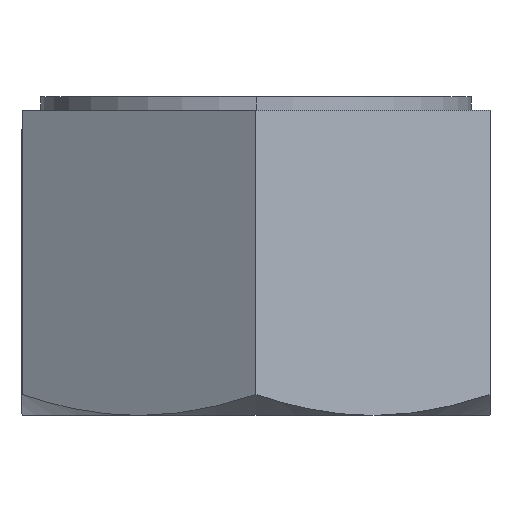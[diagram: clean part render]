
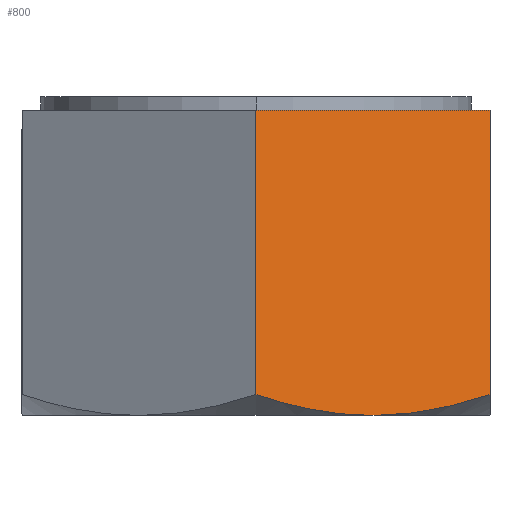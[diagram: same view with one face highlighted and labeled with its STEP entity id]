
A CAD part, left-side view. The second image highlights one B-rep face of the part: STEP entity #800.
In plain terms, the highlighted planar face has unit normal (-0.866, -0.5, 0).
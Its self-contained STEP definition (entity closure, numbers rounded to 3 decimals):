
#10 = LINE ( 'NONE', #47, #140 ) ;
#47 = CARTESIAN_POINT ( 'NONE',  ( -7.794, -13.5, -17.6 ) ) ;
#57 = ORIENTED_EDGE ( 'NONE', *, *, #1129, .T. ) ;
#140 = VECTOR ( 'NONE', #434, 1000. ) ;
#218 = VERTEX_POINT ( 'NONE', #403 ) ;
#351 = LINE ( 'NONE', #792, #474 ) ;
#403 = CARTESIAN_POINT ( 'NONE',  ( -7.794, -13.5, -16.394 ) ) ;
#434 = DIRECTION ( 'NONE',  ( 0., 0., 1. ) ) ;
#454 = VECTOR ( 'NONE', #1043, 1000. ) ;
#474 = VECTOR ( 'NONE', #1189, 1000. ) ;
#507 = ORIENTED_EDGE ( 'NONE', *, *, #1841, .F. ) ;
#526 = B_SPLINE_CURVE_WITH_KNOTS ( 'NONE', 3,
 ( #846, #1693, #554, #928, #1092, #1327, #838, #1290 ),
 .UNSPECIFIED., .F., .F.,
 ( 4, 2, 2, 4 ),
 ( 0.008, 0.01, 0.012, 0.016 ),
 .UNSPECIFIED. ) ;
#554 = CARTESIAN_POINT ( 'NONE',  ( -11.028, -7.898, -17.572 ) ) ;
#608 = VERTEX_POINT ( 'NONE', #1193 ) ;
#684 = LINE ( 'NONE', #1251, #454 ) ;
#701 = VERTEX_POINT ( 'NONE', #953 ) ;
#774 = AXIS2_PLACEMENT_3D ( 'NONE', #1023, #1927, #1454 ) ;
#792 = CARTESIAN_POINT ( 'NONE',  ( -15.588, 0., 0. ) ) ;
#800 = ADVANCED_FACE ( 'NONE', ( #937 ), #1445, .T. ) ;
#827 = ORIENTED_EDGE ( 'NONE', *, *, #1679, .T. ) ;
#838 = CARTESIAN_POINT ( 'NONE',  ( -8.43, -12.399, -16.761 ) ) ;
#846 = CARTESIAN_POINT ( 'NONE',  ( -11.691, -6.75, -17.6 ) ) ;
#876 = EDGE_LOOP ( 'NONE', ( #507, #827, #57, #1419, #1654 ) ) ;
#928 = CARTESIAN_POINT ( 'NONE',  ( -10.371, -9.037, -17.461 ) ) ;
#937 = FACE_OUTER_BOUND ( 'NONE', #876, .T. ) ;
#953 = CARTESIAN_POINT ( 'NONE',  ( -15.588, 0., 0. ) ) ;
#1023 = CARTESIAN_POINT ( 'NONE',  ( -15.588, 0., -17.6 ) ) ;
#1032 = VERTEX_POINT ( 'NONE', #1771 ) ;
#1043 = DIRECTION ( 'NONE',  ( 0., 0., 1. ) ) ;
#1092 = CARTESIAN_POINT ( 'NONE',  ( -10.045, -9.602, -17.38 ) ) ;
#1129 = EDGE_CURVE ( 'NONE', #608, #218, #526, .T. ) ;
#1154 = VERTEX_POINT ( 'NONE', #1978 ) ;
#1189 = DIRECTION ( 'NONE',  ( 0.5, -0.866, 0. ) ) ;
#1193 = CARTESIAN_POINT ( 'NONE',  ( -11.691, -6.75, -17.6 ) ) ;
#1251 = CARTESIAN_POINT ( 'NONE',  ( -15.588, 0., -17.6 ) ) ;
#1272 = CARTESIAN_POINT ( 'NONE',  ( -11.691, -6.75, -17.6 ) ) ;
#1286 = CARTESIAN_POINT ( 'NONE',  ( -12.355, -5.6, -17.6 ) ) ;
#1290 = CARTESIAN_POINT ( 'NONE',  ( -7.794, -13.5, -16.394 ) ) ;
#1300 = CARTESIAN_POINT ( 'NONE',  ( -13.011, -4.464, -17.485 ) ) ;
#1308 = CARTESIAN_POINT ( 'NONE',  ( -14.309, -2.216, -17.066 ) ) ;
#1327 = CARTESIAN_POINT ( 'NONE',  ( -9.071, -11.288, -17.064 ) ) ;
#1336 = CARTESIAN_POINT ( 'NONE',  ( -14.951, -1.104, -16.762 ) ) ;
#1388 = CARTESIAN_POINT ( 'NONE',  ( -15.588, 0., -16.394 ) ) ;
#1419 = ORIENTED_EDGE ( 'NONE', *, *, #2028, .T. ) ;
#1445 = PLANE ( 'NONE',  #774 ) ;
#1454 = DIRECTION ( 'NONE',  ( 0.5, -0.866, 0. ) ) ;
#1654 = ORIENTED_EDGE ( 'NONE', *, *, #1876, .F. ) ;
#1679 = EDGE_CURVE ( 'NONE', #1154, #608, #2034, .T. ) ;
#1693 = CARTESIAN_POINT ( 'NONE',  ( -11.361, -7.323, -17.6 ) ) ;
#1771 = CARTESIAN_POINT ( 'NONE',  ( -7.794, -13.5, 0. ) ) ;
#1841 = EDGE_CURVE ( 'NONE', #1154, #701, #684, .T. ) ;
#1876 = EDGE_CURVE ( 'NONE', #701, #1032, #351, .T. ) ;
#1927 = DIRECTION ( 'NONE',  ( -0.866, -0.5, 0. ) ) ;
#1978 = CARTESIAN_POINT ( 'NONE',  ( -15.588, 0., -16.394 ) ) ;
#2028 = EDGE_CURVE ( 'NONE', #218, #1032, #10, .T. ) ;
#2034 = B_SPLINE_CURVE_WITH_KNOTS ( 'NONE', 3,
 ( #1388, #1336, #1308, #1300, #1286, #1272 ),
 .UNSPECIFIED., .F., .F.,
 ( 4, 2, 4 ),
 ( 0., 0.004, 0.008 ),
 .UNSPECIFIED. ) ;
